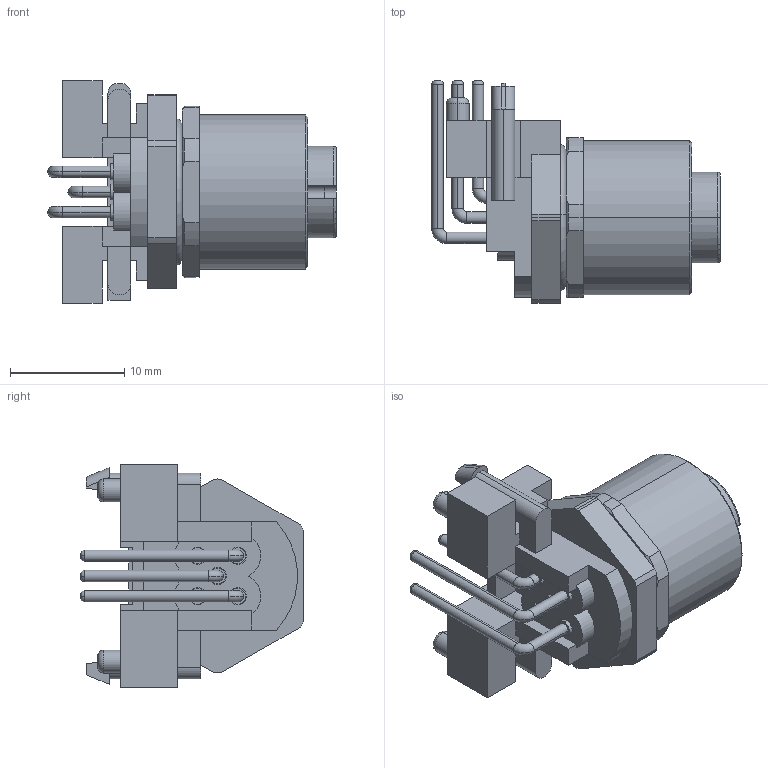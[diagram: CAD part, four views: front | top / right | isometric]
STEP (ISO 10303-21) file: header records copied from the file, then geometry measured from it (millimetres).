
FILE_DESCRIPTION (( 'STEP AP203' ), '1' );
FILE_NAME ('54-00247 2.STEP', '2024-06-14T22:14:52', ( '' ), ( '' ), 'SwSTEP 2.0', 'SolidWorks 2021', '' );
FILE_SCHEMA (( 'CONFIG_CONTROL_DESIGN' ));
Length unit declared in the file: millimetre
Products named in the file (11): 54-00247-08; 54-00247-06___; 54-00247-04___; 54-00247-02___; 54-00247-11; 54-00247-07; 54-00247-01; 54-00247 2; 54-00247-05___; 54-00247-03___; 54-00247-09
Assembly tree (12 placements, depth 2):
  54-00247 2
    54-00247-01
    54-00247-02___
    54-00247-03___
    54-00247-04___
    54-00247-05___
    54-00247-06___
    54-00247-07  x2
    54-00247-08  x2
    54-00247-09
    54-00247-11
Bounding box: 25.27 x 19.5 x 19.5 mm (x, y, z)
Volume: 2762.1 mm3; surface area: 5471.8 mm2
Topology: 12 solids, 12 shells, 543 faces, 1346 edges, 850 vertices
Faces by surface type: plane 225, cylinder 212, cone 53, torus 49, bspline 4
Entity records: 16915 total; most frequent: CARTESIAN_POINT 4757, DIRECTION 2369, ORIENTED_EDGE 2264, EDGE_CURVE 1132, AXIS2_PLACEMENT_3D 883, VERTEX_POINT 722, LINE 603, VECTOR 603
